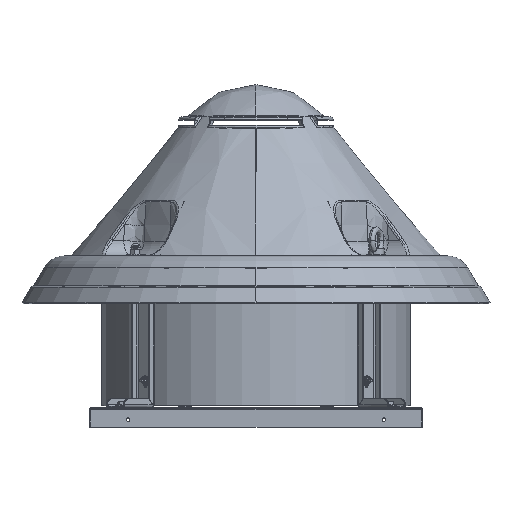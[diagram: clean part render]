
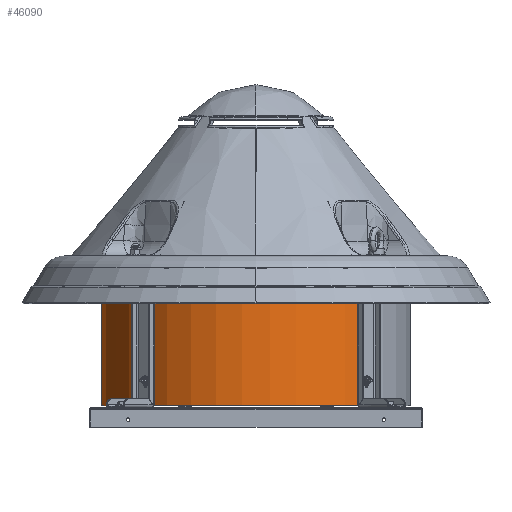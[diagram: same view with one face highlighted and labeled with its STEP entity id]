
A CAD part, left-side view. The second image highlights one B-rep face of the part: STEP entity #46090.
In plain terms, the highlighted cylindrical face has radius 303 mm (diameter 606 mm), a partial arc.
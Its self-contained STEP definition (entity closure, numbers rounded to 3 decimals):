
#780 = CYLINDRICAL_SURFACE ( 'NONE', #23029, 303. ) ;
#3691 = CARTESIAN_POINT ( 'NONE',  ( 303., 0., 0. ) ) ;
#7178 = FACE_OUTER_BOUND ( 'NONE', #46157, .T. ) ;
#9732 = DIRECTION ( 'NONE',  ( 1., 0., 0. ) ) ;
#10399 = AXIS2_PLACEMENT_3D ( 'NONE', #13098, #38992, #46432 ) ;
#11322 = ORIENTED_EDGE ( 'NONE', *, *, #34170, .F. ) ;
#12443 = CARTESIAN_POINT ( 'NONE',  ( -303., 0., 0. ) ) ;
#13098 = CARTESIAN_POINT ( 'NONE',  ( 0., 0., 265. ) ) ;
#15399 = AXIS2_PLACEMENT_3D ( 'NONE', #25114, #39478, #9732 ) ;
#17886 = VERTEX_POINT ( 'NONE', #19537 ) ;
#18146 = CARTESIAN_POINT ( 'NONE',  ( 303., 0., 265. ) ) ;
#18264 = DIRECTION ( 'NONE',  ( -1., 0., 0. ) ) ;
#19537 = CARTESIAN_POINT ( 'NONE',  ( -303., 0., 265. ) ) ;
#21231 = CARTESIAN_POINT ( 'NONE',  ( 0., 0., 265. ) ) ;
#23029 = AXIS2_PLACEMENT_3D ( 'NONE', #21231, #32544, #18264 ) ;
#23890 = LINE ( 'NONE', #18146, #47023 ) ;
#24360 = EDGE_CURVE ( 'NONE', #44749, #17886, #33282, .T. ) ;
#25114 = CARTESIAN_POINT ( 'NONE',  ( 0., 0., 0. ) ) ;
#26983 = EDGE_CURVE ( 'NONE', #44749, #32589, #23890, .T. ) ;
#27307 = CARTESIAN_POINT ( 'NONE',  ( -303., 0., 265. ) ) ;
#29527 = CIRCLE ( 'NONE', #15399, 303. ) ;
#32544 = DIRECTION ( 'NONE',  ( 0., 0., -1. ) ) ;
#32589 = VERTEX_POINT ( 'NONE', #3691 ) ;
#33282 = CIRCLE ( 'NONE', #10399, 303. ) ;
#33377 = LINE ( 'NONE', #27307, #39736 ) ;
#34170 = EDGE_CURVE ( 'NONE', #17886, #46526, #33377, .T. ) ;
#35025 = ORIENTED_EDGE ( 'NONE', *, *, #24360, .F. ) ;
#36412 = ORIENTED_EDGE ( 'NONE', *, *, #39010, .T. ) ;
#37522 = ORIENTED_EDGE ( 'NONE', *, *, #26983, .T. ) ;
#38992 = DIRECTION ( 'NONE',  ( 0., 0., 1. ) ) ;
#39010 = EDGE_CURVE ( 'NONE', #32589, #46526, #29527, .T. ) ;
#39478 = DIRECTION ( 'NONE',  ( 0., 0., 1. ) ) ;
#39736 = VECTOR ( 'NONE', #45717, 1000. ) ;
#44504 = DIRECTION ( 'NONE',  ( 0., 0., -1. ) ) ;
#44749 = VERTEX_POINT ( 'NONE', #46153 ) ;
#45717 = DIRECTION ( 'NONE',  ( 0., 0., -1. ) ) ;
#46090 = ADVANCED_FACE ( 'NONE', ( #7178 ), #780, .T. ) ;
#46153 = CARTESIAN_POINT ( 'NONE',  ( 303., 0., 265. ) ) ;
#46157 = EDGE_LOOP ( 'NONE', ( #35025, #37522, #36412, #11322 ) ) ;
#46432 = DIRECTION ( 'NONE',  ( 1., 0., 0. ) ) ;
#46526 = VERTEX_POINT ( 'NONE', #12443 ) ;
#47023 = VECTOR ( 'NONE', #44504, 1000. ) ;
